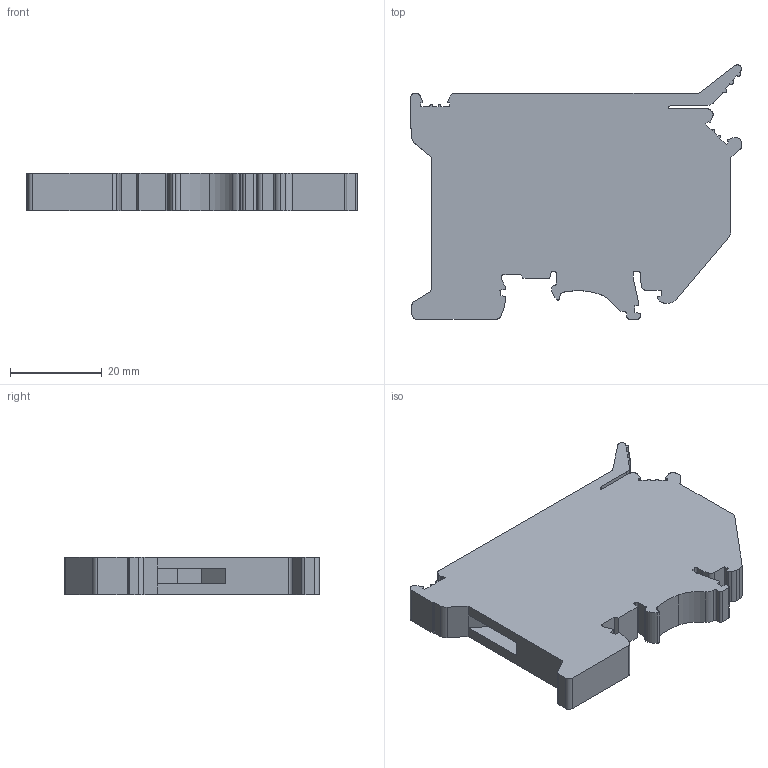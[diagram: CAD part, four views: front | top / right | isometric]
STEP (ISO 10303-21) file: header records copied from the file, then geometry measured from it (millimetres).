
FILE_DESCRIPTION(('OneSpaceDesigner STEP Export'),'2;1');
FILE_NAME('3004126_uk5_hesiled24_select.stp','2005-04-18T 7:17:51',(''),(''),'OneSpace Designer STEP processor (Jan. 2003) for AP203(Solid Model)','OneSpace Designer 12.01C 26-Mar-2004 (C) CoCreate Software GmbH','');
FILE_SCHEMA(('CONFIG_CONTROL_DESIGN'));
Length unit declared in the file: millimetre
Products named in the file (2): 3004126_uk5_hesiled24_select
Assembly tree (1 placements, depth 2):
  3004126_uk5_hesiled24_select
    3004126_uk5_hesiled24_select
Bounding box: 72.2 x 55.5 x 8.15 mm (x, y, z)
Volume: 22734.3 mm3; surface area: 8990.2 mm2
Topology: 1 solids, 1 shells, 182 faces, 529 edges, 352 vertices
Faces by surface type: plane 109, cylinder 73
Entity records: 7442 total; most frequent: ORIENTED_EDGE 1058, CARTESIAN_POINT 1012, DIRECTION 939, EDGE_CURVE 529, VECTOR 381, LINE 381, VERTEX_POINT 352, AXIS2_PLACEMENT_3D 279
